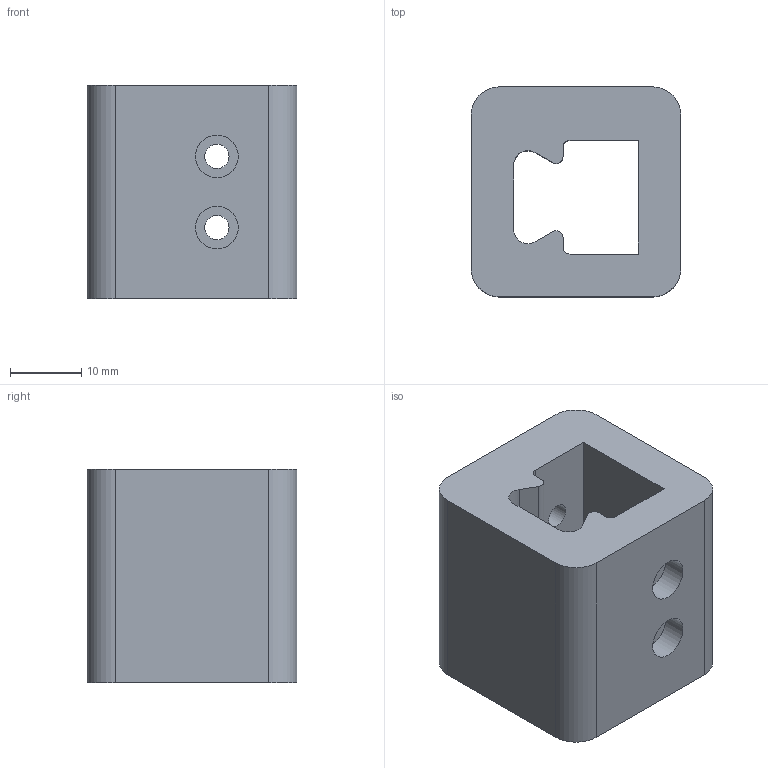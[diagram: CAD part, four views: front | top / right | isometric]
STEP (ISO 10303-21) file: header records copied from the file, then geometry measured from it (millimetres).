
FILE_DESCRIPTION(/* description */ ('STEP AP242','CAx-IF Rec.Pracs.---Representation and Presentation of Product Manufacturing Information (PMI)---4.0---2014-10-13','CAx-IF Rec.Pracs.---3D Tessellated Geometry---0.4---2014-09-14','2;1'),/* implementation_level */ '2;1');
FILE_NAME(/* name */ '65c0e4648a65ac4612baed20',/* time_stamp */ '2024-02-05T13:36:38Z',/* author */ (''),/* organization */ (''),/* preprocessor_version */ 'ST-DEVELOPER v19.4',/* originating_system */ ' ',/* authorisation */ ' ');
FILE_SCHEMA (('AP242_MANAGED_MODEL_BASED_3D_ENGINEERING_MIM_LF { 1 0 10303 442 1 1 4 }'));
Length unit declared in the file: metre
Products named in the file (1): Extension_Connector
Bounding box: 29.5 x 29.5 x 30 mm (x, y, z)
Volume: 17826.1 mm3; surface area: 6896.2 mm2
Topology: 1 solids, 1 shells, 36 faces, 94 edges, 64 vertices
Faces by surface type: plane 18, cylinder 18
Full cylindrical faces by diameter (mm): 3.4 x4, 4.4 x2, 6 x2
Entity records: 1092 total; most frequent: DIRECTION 192, CARTESIAN_POINT 179, ORIENTED_EDGE 164, EDGE_CURVE 82, AXIS2_PLACEMENT_3D 73, VERTEX_POINT 60, EDGE_LOOP 58, FACE_BOUND 58
